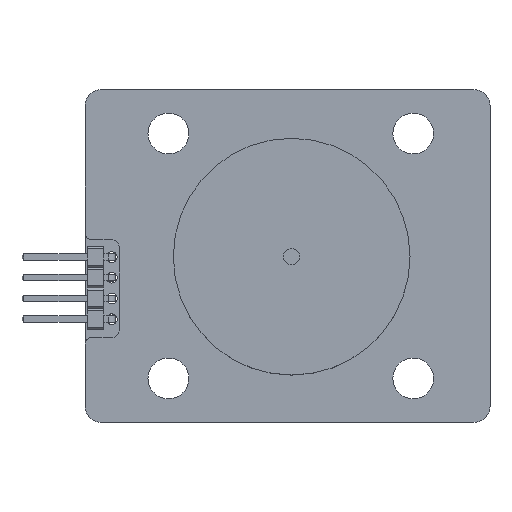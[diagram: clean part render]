
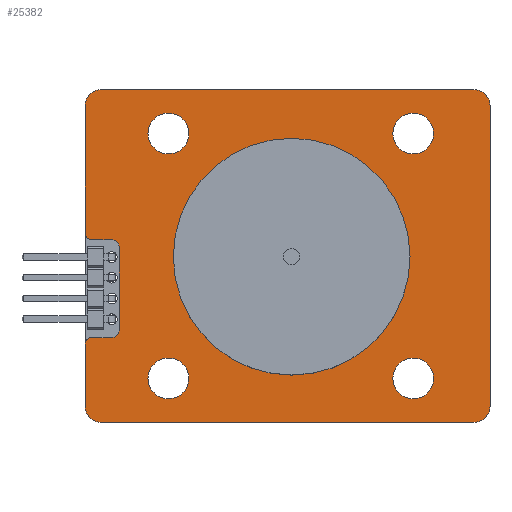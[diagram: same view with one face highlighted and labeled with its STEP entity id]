
A CAD part, top view. The second image highlights one B-rep face of the part: STEP entity #25382.
In plain terms, the highlighted planar face has unit normal (0, 0, 1).
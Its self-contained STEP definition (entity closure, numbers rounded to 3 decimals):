
#637=FACE_BOUND('',#4403,.T.);
#638=FACE_BOUND('',#4404,.T.);
#639=FACE_BOUND('',#4405,.T.);
#640=FACE_BOUND('',#4406,.T.);
#641=FACE_BOUND('',#4407,.T.);
#1682=PLANE('',#27537);
#3017=FACE_OUTER_BOUND('',#4402,.T.);
#4402=EDGE_LOOP('',(#23621,#23622,#23623,#23624,#23625,#23626,#23627,#23628,
#23629,#23630,#23631,#23632,#23633,#23634,#23635,#23636));
#4403=EDGE_LOOP('',(#23637));
#4404=EDGE_LOOP('',(#23638));
#4405=EDGE_LOOP('',(#23639));
#4406=EDGE_LOOP('',(#23640));
#4407=EDGE_LOOP('',(#23641));
#5046=CIRCLE('',#27538,0.4);
#5047=CIRCLE('',#27539,1.);
#5048=CIRCLE('',#27540,1.);
#5049=CIRCLE('',#27541,1.);
#5050=CIRCLE('',#27542,1.);
#5051=CIRCLE('',#27543,0.4);
#5052=CIRCLE('',#27544,0.5);
#5053=CIRCLE('',#27545,0.5);
#5054=CIRCLE('',#27546,1.25);
#5055=CIRCLE('',#27547,1.25);
#5056=CIRCLE('',#27548,1.25);
#5057=CIRCLE('',#27549,1.25);
#5058=CIRCLE('',#27550,7.25);
#7945=LINE('',#41695,#10854);
#7946=LINE('',#41699,#10855);
#7947=LINE('',#41703,#10856);
#7948=LINE('',#41707,#10857);
#7949=LINE('',#41711,#10858);
#7950=LINE('',#41715,#10859);
#7951=LINE('',#41719,#10860);
#7952=LINE('',#41722,#10861);
#10854=VECTOR('',#34457,10.);
#10855=VECTOR('',#34460,10.);
#10856=VECTOR('',#34463,10.);
#10857=VECTOR('',#34466,10.);
#10858=VECTOR('',#34469,10.);
#10859=VECTOR('',#34472,10.);
#10860=VECTOR('',#34475,10.);
#10861=VECTOR('',#34478,10.);
#13082=VERTEX_POINT('',#41691);
#13083=VERTEX_POINT('',#41692);
#13084=VERTEX_POINT('',#41694);
#13085=VERTEX_POINT('',#41696);
#13086=VERTEX_POINT('',#41698);
#13087=VERTEX_POINT('',#41700);
#13088=VERTEX_POINT('',#41702);
#13089=VERTEX_POINT('',#41704);
#13090=VERTEX_POINT('',#41706);
#13091=VERTEX_POINT('',#41708);
#13092=VERTEX_POINT('',#41710);
#13093=VERTEX_POINT('',#41712);
#13094=VERTEX_POINT('',#41714);
#13095=VERTEX_POINT('',#41716);
#13096=VERTEX_POINT('',#41718);
#13097=VERTEX_POINT('',#41720);
#13098=VERTEX_POINT('',#41723);
#13099=VERTEX_POINT('',#41725);
#13100=VERTEX_POINT('',#41727);
#13101=VERTEX_POINT('',#41729);
#13102=VERTEX_POINT('',#41731);
#16603=EDGE_CURVE('',#13082,#13083,#5046,.T.);
#16604=EDGE_CURVE('',#13084,#13082,#7945,.T.);
#16605=EDGE_CURVE('',#13085,#13084,#5047,.T.);
#16606=EDGE_CURVE('',#13086,#13085,#7946,.T.);
#16607=EDGE_CURVE('',#13087,#13086,#5048,.T.);
#16608=EDGE_CURVE('',#13088,#13087,#7947,.T.);
#16609=EDGE_CURVE('',#13089,#13088,#5049,.T.);
#16610=EDGE_CURVE('',#13090,#13089,#7948,.T.);
#16611=EDGE_CURVE('',#13091,#13090,#5050,.T.);
#16612=EDGE_CURVE('',#13092,#13091,#7949,.T.);
#16613=EDGE_CURVE('',#13093,#13092,#5051,.T.);
#16614=EDGE_CURVE('',#13094,#13093,#7950,.T.);
#16615=EDGE_CURVE('',#13095,#13094,#5052,.T.);
#16616=EDGE_CURVE('',#13096,#13095,#7951,.T.);
#16617=EDGE_CURVE('',#13097,#13096,#5053,.T.);
#16618=EDGE_CURVE('',#13083,#13097,#7952,.T.);
#16619=EDGE_CURVE('',#13098,#13098,#5054,.T.);
#16620=EDGE_CURVE('',#13099,#13099,#5055,.T.);
#16621=EDGE_CURVE('',#13100,#13100,#5056,.T.);
#16622=EDGE_CURVE('',#13101,#13101,#5057,.T.);
#16623=EDGE_CURVE('',#13102,#13102,#5058,.T.);
#23621=ORIENTED_EDGE('',*,*,#16603,.F.);
#23622=ORIENTED_EDGE('',*,*,#16604,.F.);
#23623=ORIENTED_EDGE('',*,*,#16605,.F.);
#23624=ORIENTED_EDGE('',*,*,#16606,.F.);
#23625=ORIENTED_EDGE('',*,*,#16607,.F.);
#23626=ORIENTED_EDGE('',*,*,#16608,.F.);
#23627=ORIENTED_EDGE('',*,*,#16609,.F.);
#23628=ORIENTED_EDGE('',*,*,#16610,.F.);
#23629=ORIENTED_EDGE('',*,*,#16611,.F.);
#23630=ORIENTED_EDGE('',*,*,#16612,.F.);
#23631=ORIENTED_EDGE('',*,*,#16613,.F.);
#23632=ORIENTED_EDGE('',*,*,#16614,.F.);
#23633=ORIENTED_EDGE('',*,*,#16615,.F.);
#23634=ORIENTED_EDGE('',*,*,#16616,.F.);
#23635=ORIENTED_EDGE('',*,*,#16617,.F.);
#23636=ORIENTED_EDGE('',*,*,#16618,.F.);
#23637=ORIENTED_EDGE('',*,*,#16619,.F.);
#23638=ORIENTED_EDGE('',*,*,#16620,.F.);
#23639=ORIENTED_EDGE('',*,*,#16621,.F.);
#23640=ORIENTED_EDGE('',*,*,#16622,.F.);
#23641=ORIENTED_EDGE('',*,*,#16623,.F.);
#25382=ADVANCED_FACE('',(#3017,#637,#638,#639,#640,#641),#1682,.T.);
#27537=AXIS2_PLACEMENT_3D('',#41690,#34453,#34454);
#27538=AXIS2_PLACEMENT_3D('',#41693,#34455,#34456);
#27539=AXIS2_PLACEMENT_3D('',#41697,#34458,#34459);
#27540=AXIS2_PLACEMENT_3D('',#41701,#34461,#34462);
#27541=AXIS2_PLACEMENT_3D('',#41705,#34464,#34465);
#27542=AXIS2_PLACEMENT_3D('',#41709,#34467,#34468);
#27543=AXIS2_PLACEMENT_3D('',#41713,#34470,#34471);
#27544=AXIS2_PLACEMENT_3D('',#41717,#34473,#34474);
#27545=AXIS2_PLACEMENT_3D('',#41721,#34476,#34477);
#27546=AXIS2_PLACEMENT_3D('',#41724,#34479,#34480);
#27547=AXIS2_PLACEMENT_3D('',#41726,#34481,#34482);
#27548=AXIS2_PLACEMENT_3D('',#41728,#34483,#34484);
#27549=AXIS2_PLACEMENT_3D('',#41730,#34485,#34486);
#27550=AXIS2_PLACEMENT_3D('',#41732,#34487,#34488);
#34453=DIRECTION('center_axis',(0.,0.,1.));
#34454=DIRECTION('ref_axis',(-1.,0.,0.));
#34455=DIRECTION('center_axis',(0.,0.,-1.));
#34456=DIRECTION('ref_axis',(0.,1.,0.));
#34457=DIRECTION('',(0.,1.,0.));
#34458=DIRECTION('center_axis',(0.,0.,-1.));
#34459=DIRECTION('ref_axis',(-1.,0.,0.));
#34460=DIRECTION('',(-1.,0.,0.));
#34461=DIRECTION('center_axis',(0.,0.,-1.));
#34462=DIRECTION('ref_axis',(0.,-1.,0.));
#34463=DIRECTION('',(0.,-1.,0.));
#34464=DIRECTION('center_axis',(0.,0.,-1.));
#34465=DIRECTION('ref_axis',(1.,0.,0.));
#34466=DIRECTION('',(1.,0.,0.));
#34467=DIRECTION('center_axis',(0.,0.,-1.));
#34468=DIRECTION('ref_axis',(0.,1.,0.));
#34469=DIRECTION('',(0.,1.,0.));
#34470=DIRECTION('center_axis',(0.,0.,-1.));
#34471=DIRECTION('ref_axis',(-1.,0.,0.));
#34472=DIRECTION('',(-1.,0.,0.));
#34473=DIRECTION('center_axis',(0.,0.,1.));
#34474=DIRECTION('ref_axis',(1.,0.,0.));
#34475=DIRECTION('',(0.,1.,0.));
#34476=DIRECTION('center_axis',(0.,0.,1.));
#34477=DIRECTION('ref_axis',(0.001,-1.,0.));
#34478=DIRECTION('',(1.,0.,0.));
#34479=DIRECTION('center_axis',(0.,0.,1.));
#34480=DIRECTION('ref_axis',(-1.,0.,0.));
#34481=DIRECTION('center_axis',(0.,0.,1.));
#34482=DIRECTION('ref_axis',(-1.,0.,0.));
#34483=DIRECTION('center_axis',(0.,0.,1.));
#34484=DIRECTION('ref_axis',(-1.,0.,0.));
#34485=DIRECTION('center_axis',(0.,0.,1.));
#34486=DIRECTION('ref_axis',(-1.,0.,0.));
#34487=DIRECTION('center_axis',(0.,0.,1.));
#34488=DIRECTION('ref_axis',(-1.,0.,0.));
#41690=CARTESIAN_POINT('Origin',(139.8,-115.,2.6));
#41691=CARTESIAN_POINT('',(127.4,-120.4,2.6));
#41692=CARTESIAN_POINT('',(127.8,-120.,2.6));
#41693=CARTESIAN_POINT('Origin',(127.8,-120.4,2.6));
#41694=CARTESIAN_POINT('',(127.4,-124.2,2.6));
#41695=CARTESIAN_POINT('',(127.4,-117.7,2.6));
#41696=CARTESIAN_POINT('',(128.4,-125.2,2.6));
#41697=CARTESIAN_POINT('Origin',(128.4,-124.2,2.6));
#41698=CARTESIAN_POINT('',(151.2,-125.2,2.6));
#41699=CARTESIAN_POINT('',(134.1,-125.2,2.6));
#41700=CARTESIAN_POINT('',(152.2,-124.2,2.6));
#41701=CARTESIAN_POINT('Origin',(151.2,-124.2,2.6));
#41702=CARTESIAN_POINT('',(152.2,-105.8,2.6));
#41703=CARTESIAN_POINT('',(152.2,-119.6,2.6));
#41704=CARTESIAN_POINT('',(151.2,-104.8,2.6));
#41705=CARTESIAN_POINT('Origin',(151.2,-105.8,2.6));
#41706=CARTESIAN_POINT('',(128.4,-104.8,2.6));
#41707=CARTESIAN_POINT('',(145.5,-104.8,2.6));
#41708=CARTESIAN_POINT('',(127.4,-105.8,2.6));
#41709=CARTESIAN_POINT('Origin',(128.4,-105.8,2.6));
#41710=CARTESIAN_POINT('',(127.4,-113.6,2.6));
#41711=CARTESIAN_POINT('',(127.4,-110.4,2.6));
#41712=CARTESIAN_POINT('',(127.795,-114.,2.6));
#41713=CARTESIAN_POINT('Origin',(127.8,-113.6,2.6));
#41714=CARTESIAN_POINT('',(129.,-114.,2.6));
#41715=CARTESIAN_POINT('',(133.798,-114.,2.6));
#41716=CARTESIAN_POINT('',(129.5,-114.5,2.6));
#41717=CARTESIAN_POINT('Origin',(129.,-114.5,2.6));
#41718=CARTESIAN_POINT('',(129.5,-119.5,2.6));
#41719=CARTESIAN_POINT('',(129.5,-114.5,2.6));
#41720=CARTESIAN_POINT('',(129.,-120.,2.6));
#41721=CARTESIAN_POINT('Origin',(129.,-119.5,2.6));
#41722=CARTESIAN_POINT('',(134.65,-120.,2.6));
#41723=CARTESIAN_POINT('',(133.75,-107.5,2.6));
#41724=CARTESIAN_POINT('Origin',(132.5,-107.5,2.6));
#41725=CARTESIAN_POINT('',(148.75,-107.5,2.6));
#41726=CARTESIAN_POINT('Origin',(147.5,-107.5,2.6));
#41727=CARTESIAN_POINT('',(148.75,-122.5,2.6));
#41728=CARTESIAN_POINT('Origin',(147.5,-122.5,2.6));
#41729=CARTESIAN_POINT('',(133.75,-122.5,2.6));
#41730=CARTESIAN_POINT('Origin',(132.5,-122.5,2.6));
#41731=CARTESIAN_POINT('',(147.3,-115.05,2.6));
#41732=CARTESIAN_POINT('Origin',(140.05,-115.05,2.6));
